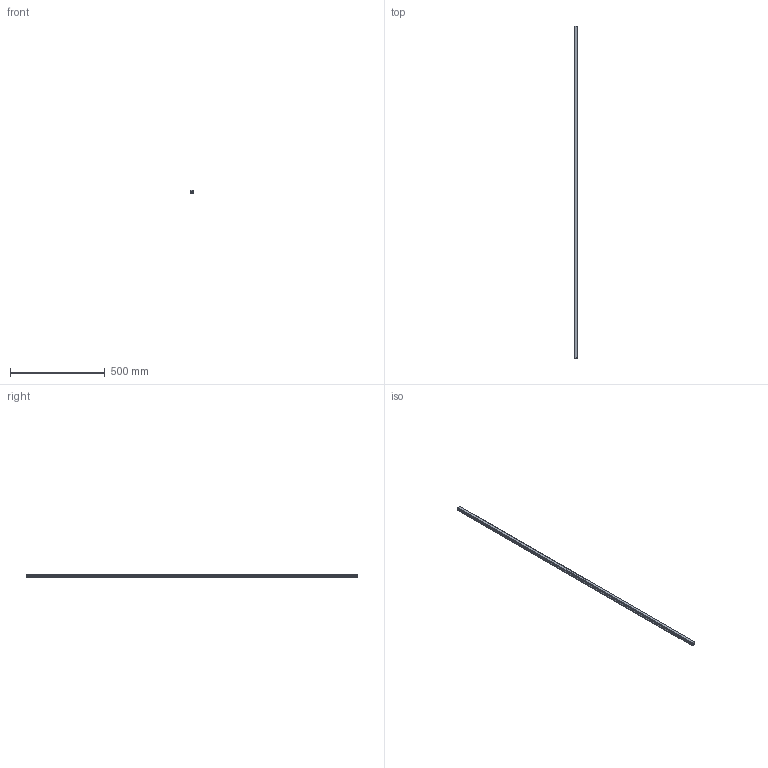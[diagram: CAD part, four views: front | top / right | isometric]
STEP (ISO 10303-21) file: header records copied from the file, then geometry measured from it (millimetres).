
FILE_DESCRIPTION(('STEP AP214'),'1');
FILE_NAME('cctmp_C4539070-2A93-4838-9D1B-0348F24D06BE_2021_01_22_14_02_14_0146..stp','2021-01-22T13:02:14',('HIWIN GmbH'),('CADClick - www.CADClick.com'),'Spatial InterOp 3D',' ','unknown authorization');
FILE_SCHEMA(('AUTOMOTIVE_DESIGN'));
Length unit declared in the file: millimetre
Products named in the file (1): HGR20T1750C_FILE
Bounding box: 20 x 1750 x 17.5 mm (x, y, z)
Volume: 516903.4 mm3; surface area: 139693.1 mm2
Topology: 1 solids, 1 shells, 223 faces, 593 edges, 347 vertices
Faces by surface type: plane 85, cylinder 80, cone 58
Entity records: 8265 total; most frequent: DIRECTION 1143, CARTESIAN_POINT 1106, ORIENTED_EDGE 1070, EDGE_CURVE 535, AXIS2_PLACEMENT_3D 384, LINE 375, VECTOR 375, VERTEX_POINT 347
